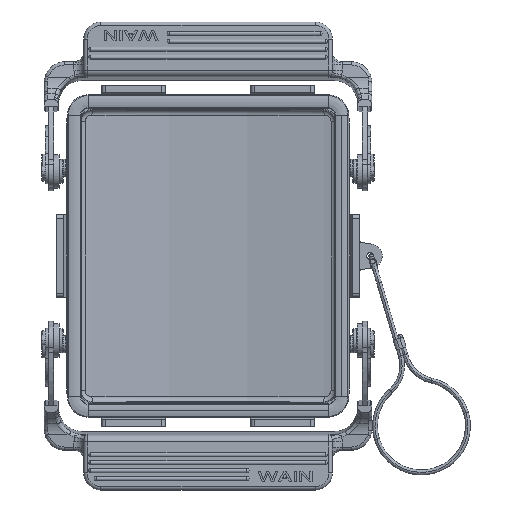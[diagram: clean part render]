
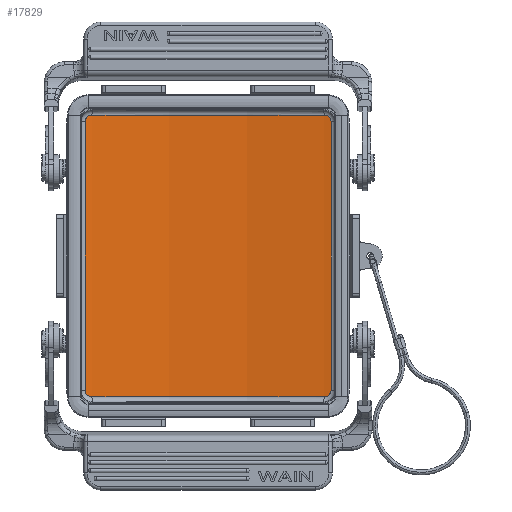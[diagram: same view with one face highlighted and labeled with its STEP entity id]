
A CAD part, front view. The second image highlights one B-rep face of the part: STEP entity #17829.
In plain terms, the highlighted cylindrical face has radius 197.5 mm (diameter 395 mm), a partial arc.
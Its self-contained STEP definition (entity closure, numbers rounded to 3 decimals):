
#9595=CYLINDRICAL_SURFACE('',#42683,197.5);
#12784=LINE('',#77173,#14991);
#12785=LINE('',#77188,#14992);
#14991=VECTOR('',#49833,1.);
#14992=VECTOR('',#49836,1.);
#17829=ADVANCED_FACE('',(#19543),#9595,.F.);
#19543=FACE_OUTER_BOUND('',#21454,.T.);
#21454=EDGE_LOOP('',(#30022,#30023,#30024,#30025,#30026,#30027,#30028,#30029));
#30022=ORIENTED_EDGE('',*,*,#38336,.F.);
#30023=ORIENTED_EDGE('',*,*,#38337,.T.);
#30024=ORIENTED_EDGE('',*,*,#38338,.T.);
#30025=ORIENTED_EDGE('',*,*,#38339,.F.);
#30026=ORIENTED_EDGE('',*,*,#38340,.F.);
#30027=ORIENTED_EDGE('',*,*,#38341,.T.);
#30028=ORIENTED_EDGE('',*,*,#38335,.T.);
#30029=ORIENTED_EDGE('',*,*,#38342,.T.);
#33839=VERTEX_POINT('',#77167);
#33840=VERTEX_POINT('',#77172);
#33841=VERTEX_POINT('',#77179);
#33842=VERTEX_POINT('',#77180);
#33843=VERTEX_POINT('',#77187);
#33844=VERTEX_POINT('',#77189);
#33845=VERTEX_POINT('',#77198);
#33846=VERTEX_POINT('',#77203);
#38335=EDGE_CURVE('',#33839,#33840,#12784,.T.);
#38336=EDGE_CURVE('',#33841,#33842,#40187,.T.);
#38337=EDGE_CURVE('',#33841,#33843,#40188,.T.);
#38338=EDGE_CURVE('',#33843,#33844,#12785,.T.);
#38339=EDGE_CURVE('',#33845,#33844,#40189,.T.);
#38340=EDGE_CURVE('',#33846,#33845,#40190,.T.);
#38341=EDGE_CURVE('',#33846,#33839,#40191,.T.);
#38342=EDGE_CURVE('',#33840,#33842,#40192,.T.);
#40187=B_SPLINE_CURVE_WITH_KNOTS('',3,(#77175,#77176,#77177,#77178),
 .UNSPECIFIED.,.F.,.F.,(4,4),(0.,1.),.UNSPECIFIED.);
#40188=B_SPLINE_CURVE_WITH_KNOTS('',3,(#77181,#77182,#77183,#77184,#77185,
#77186),.UNSPECIFIED.,.F.,.F.,(4,2,4),(0.,0.5,1.),.UNSPECIFIED.);
#40189=B_SPLINE_CURVE_WITH_KNOTS('',3,(#77190,#77191,#77192,#77193,#77194,
#77195,#77196,#77197),.UNSPECIFIED.,.F.,.F.,(4,1,1,1,1,4),(0.,0.221,
0.508,0.757,0.878,1.),.UNSPECIFIED.);
#40190=B_SPLINE_CURVE_WITH_KNOTS('',3,(#77199,#77200,#77201,#77202),
 .UNSPECIFIED.,.F.,.F.,(4,4),(0.,1.),.UNSPECIFIED.);
#40191=B_SPLINE_CURVE_WITH_KNOTS('',3,(#77204,#77205,#77206,#77207,#77208,
#77209),.UNSPECIFIED.,.F.,.F.,(4,2,4),(0.,0.5,1.),.UNSPECIFIED.);
#40192=B_SPLINE_CURVE_WITH_KNOTS('',3,(#77210,#77211,#77212,#77213,#77214,
#77215),.UNSPECIFIED.,.F.,.F.,(4,2,4),(0.,0.5,1.),.UNSPECIFIED.);
#42683=AXIS2_PLACEMENT_3D('',#77216,#49837,#49838);
#49833=DIRECTION('',(0.,0.,-1.));
#49836=DIRECTION('',(0.,0.,1.));
#49837=DIRECTION('',(0.,0.,1.));
#49838=DIRECTION('',(1.,0.,0.));
#77167=CARTESIAN_POINT('',(-8.316,86.889,130.068));
#77172=CARTESIAN_POINT('',(-8.316,86.889,51.88));
#77173=CARTESIAN_POINT('',(-8.316,86.889,130.068));
#77175=CARTESIAN_POINT('',(61.396,87.251,49.886));
#77176=CARTESIAN_POINT('',(39.056,91.137,49.954));
#77177=CARTESIAN_POINT('',(16.045,91.137,49.954));
#77178=CARTESIAN_POINT('',(-6.294,87.251,49.886));
#77179=CARTESIAN_POINT('',(61.396,87.251,49.886));
#77180=CARTESIAN_POINT('',(-6.294,87.252,49.886));
#77181=CARTESIAN_POINT('',(61.396,87.251,49.886));
#77182=CARTESIAN_POINT('',(61.942,87.156,49.89));
#77183=CARTESIAN_POINT('',(62.461,87.063,50.104));
#77184=CARTESIAN_POINT('',(63.207,86.928,50.851));
#77185=CARTESIAN_POINT('',(63.414,86.889,51.359));
#77186=CARTESIAN_POINT('',(63.417,86.889,51.88));
#77187=CARTESIAN_POINT('',(63.417,86.889,51.88));
#77188=CARTESIAN_POINT('',(63.417,86.889,51.88));
#77189=CARTESIAN_POINT('',(63.417,86.889,130.068));
#77190=CARTESIAN_POINT('',(61.396,87.252,132.062));
#77191=CARTESIAN_POINT('',(61.625,87.211,132.038));
#77192=CARTESIAN_POINT('',(62.153,87.118,131.984));
#77193=CARTESIAN_POINT('',(62.85,86.993,131.54));
#77194=CARTESIAN_POINT('',(63.237,86.923,130.952));
#77195=CARTESIAN_POINT('',(63.393,86.894,130.453));
#77196=CARTESIAN_POINT('',(63.409,86.89,130.197));
#77197=CARTESIAN_POINT('',(63.417,86.888,130.068));
#77198=CARTESIAN_POINT('',(61.396,87.252,132.062));
#77199=CARTESIAN_POINT('',(-6.294,87.251,132.062));
#77200=CARTESIAN_POINT('',(16.045,91.137,131.994));
#77201=CARTESIAN_POINT('',(39.056,91.137,131.994));
#77202=CARTESIAN_POINT('',(61.396,87.251,132.062));
#77203=CARTESIAN_POINT('',(-6.294,87.252,132.062));
#77204=CARTESIAN_POINT('',(-6.294,87.251,132.062));
#77205=CARTESIAN_POINT('',(-6.84,87.156,132.058));
#77206=CARTESIAN_POINT('',(-7.36,87.063,131.844));
#77207=CARTESIAN_POINT('',(-8.105,86.928,131.097));
#77208=CARTESIAN_POINT('',(-8.313,86.889,130.589));
#77209=CARTESIAN_POINT('',(-8.316,86.889,130.068));
#77210=CARTESIAN_POINT('',(-8.316,86.889,51.88));
#77211=CARTESIAN_POINT('',(-8.312,86.89,51.356));
#77212=CARTESIAN_POINT('',(-8.106,86.928,50.851));
#77213=CARTESIAN_POINT('',(-7.357,87.064,50.101));
#77214=CARTESIAN_POINT('',(-6.841,87.156,49.89));
#77215=CARTESIAN_POINT('',(-6.294,87.251,49.886));
#77216=CARTESIAN_POINT('',(27.551,-107.327,48.243));
